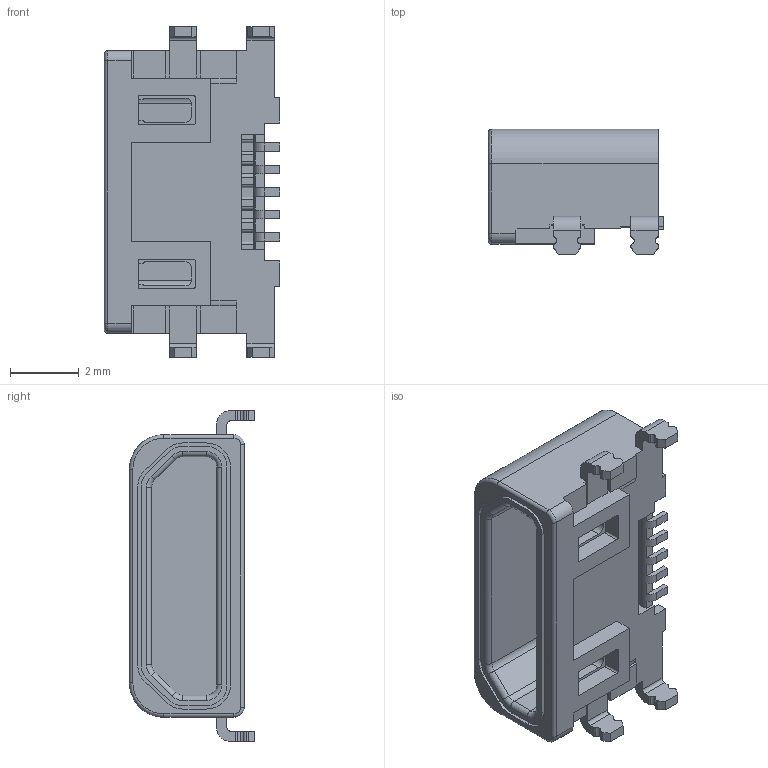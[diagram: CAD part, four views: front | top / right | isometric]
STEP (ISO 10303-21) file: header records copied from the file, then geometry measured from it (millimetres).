
FILE_DESCRIPTION(('CoCreate Modeling STEP Export'),'2;1');
FILE_NAME('ZX62WRD-B-5PC_110805（最新一体）.stp','2011-08-05T15:13:31',(''),(''),'CoCreate Modeling STEP processor for AP214 (Solid Model)','CoCreate Modeling 17.0 01-Apr-2010 (C) Parametric Technology GmbH','');
FILE_SCHEMA(('AUTOMOTIVE_DESIGN { 1 0 10303 214 1 1 1 1 }'));
Length unit declared in the file: millimetre
Products named in the file (1): ZX62WRD-B-5PC
Bounding box: 5.08 x 3.63 x 9.6 mm (x, y, z)
Volume: 69 mm3; surface area: 246.1 mm2
Topology: 1 solids, 1 shells, 312 faces, 873 edges, 568 vertices
Faces by surface type: plane 187, cylinder 115, torus 10
Entity records: 9461 total; most frequent: ORIENTED_EDGE 1746, CARTESIAN_POINT 1631, DIRECTION 1538, EDGE_CURVE 873, VECTOR 588, LINE 588, VERTEX_POINT 568, AXIS2_PLACEMENT_3D 475
